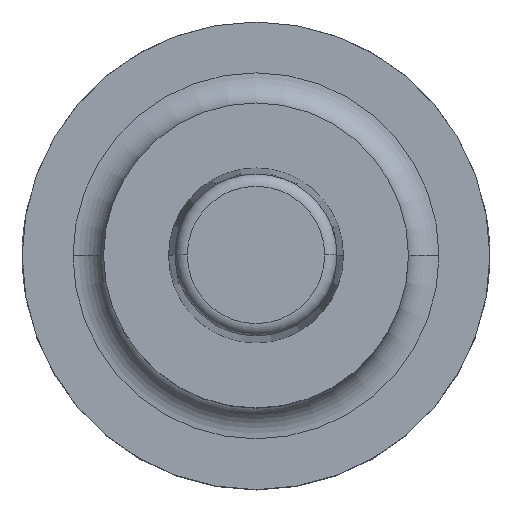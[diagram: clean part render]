
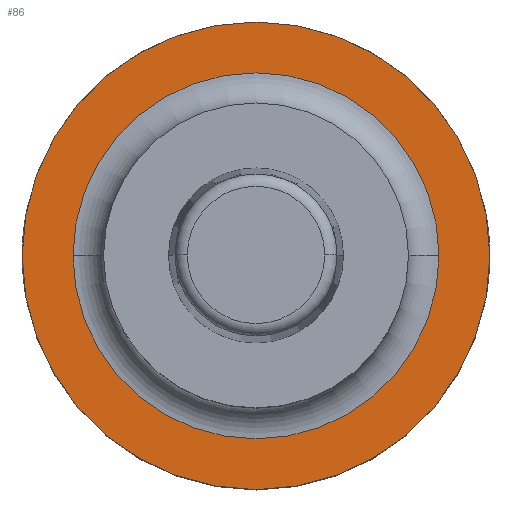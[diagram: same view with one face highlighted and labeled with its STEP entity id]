
A CAD part, top view. The second image highlights one B-rep face of the part: STEP entity #86.
In plain terms, the highlighted planar face has unit normal (0, 0, 1).
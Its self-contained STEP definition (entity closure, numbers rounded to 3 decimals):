
#68 = ORIENTED_EDGE ( 'NONE', *, *, #641, .F. ) ;
#86 = ADVANCED_FACE ( 'NONE', ( #827, #1078 ), #1135, .F. ) ;
#149 = AXIS2_PLACEMENT_3D ( 'NONE', #207, #604, #748 ) ;
#191 = EDGE_CURVE ( 'NONE', #300, #341, #724, .T. ) ;
#207 = CARTESIAN_POINT ( 'NONE',  ( 0., 0., 22. ) ) ;
#248 = CARTESIAN_POINT ( 'NONE',  ( 0., 0., 22. ) ) ;
#291 = DIRECTION ( 'NONE',  ( 0., 0., -1. ) ) ;
#300 = VERTEX_POINT ( 'NONE', #552 ) ;
#315 = VERTEX_POINT ( 'NONE', #429 ) ;
#341 = VERTEX_POINT ( 'NONE', #1468 ) ;
#385 = CARTESIAN_POINT ( 'NONE',  ( 0., 0., 22. ) ) ;
#418 = CARTESIAN_POINT ( 'NONE',  ( 0., 0., 22. ) ) ;
#419 = CARTESIAN_POINT ( 'NONE',  ( 23., 0., 22. ) ) ;
#428 = AXIS2_PLACEMENT_3D ( 'NONE', #1018, #778, #900 ) ;
#429 = CARTESIAN_POINT ( 'NONE',  ( -23., 0., 22. ) ) ;
#464 = ORIENTED_EDGE ( 'NONE', *, *, #1117, .T. ) ;
#480 = AXIS2_PLACEMENT_3D ( 'NONE', #248, #1182, #1050 ) ;
#515 = DIRECTION ( 'NONE',  ( -1., 0., 0. ) ) ;
#522 = CIRCLE ( 'NONE', #480, 23. ) ;
#552 = CARTESIAN_POINT ( 'NONE',  ( -18., 0., 22. ) ) ;
#604 = DIRECTION ( 'NONE',  ( 0., 0., -1. ) ) ;
#641 = EDGE_CURVE ( 'NONE', #809, #315, #746, .T. ) ;
#673 = EDGE_CURVE ( 'NONE', #315, #809, #522, .T. ) ;
#724 = CIRCLE ( 'NONE', #1644, 18. ) ;
#746 = CIRCLE ( 'NONE', #1173, 23. ) ;
#748 = DIRECTION ( 'NONE',  ( -1., 0., 0. ) ) ;
#778 = DIRECTION ( 'NONE',  ( 0., 0., -1. ) ) ;
#784 = ORIENTED_EDGE ( 'NONE', *, *, #191, .T. ) ;
#809 = VERTEX_POINT ( 'NONE', #419 ) ;
#827 = FACE_BOUND ( 'NONE', #1612, .T. ) ;
#900 = DIRECTION ( 'NONE',  ( -1., 0., 0. ) ) ;
#936 = DIRECTION ( 'NONE',  ( -1., 0., 0. ) ) ;
#1018 = CARTESIAN_POINT ( 'NONE',  ( 0., 0., 22. ) ) ;
#1050 = DIRECTION ( 'NONE',  ( -1., 0., 0. ) ) ;
#1078 = FACE_OUTER_BOUND ( 'NONE', #1337, .T. ) ;
#1117 = EDGE_CURVE ( 'NONE', #341, #300, #1661, .T. ) ;
#1135 = PLANE ( 'NONE',  #149 ) ;
#1173 = AXIS2_PLACEMENT_3D ( 'NONE', #385, #1683, #515 ) ;
#1182 = DIRECTION ( 'NONE',  ( 0., 0., -1. ) ) ;
#1337 = EDGE_LOOP ( 'NONE', ( #1614, #68 ) ) ;
#1468 = CARTESIAN_POINT ( 'NONE',  ( 18., 0., 22. ) ) ;
#1612 = EDGE_LOOP ( 'NONE', ( #784, #464 ) ) ;
#1614 = ORIENTED_EDGE ( 'NONE', *, *, #673, .F. ) ;
#1644 = AXIS2_PLACEMENT_3D ( 'NONE', #418, #291, #936 ) ;
#1661 = CIRCLE ( 'NONE', #428, 18. ) ;
#1683 = DIRECTION ( 'NONE',  ( 0., 0., -1. ) ) ;
